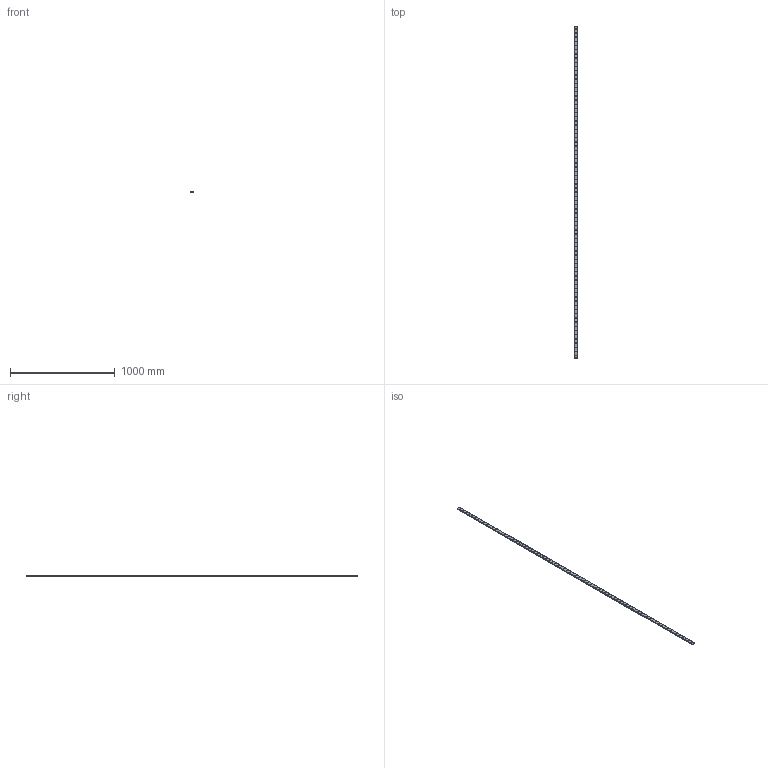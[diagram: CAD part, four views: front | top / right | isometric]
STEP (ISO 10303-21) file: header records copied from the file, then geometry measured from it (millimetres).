
FILE_DESCRIPTION(('STEP AP214'),'1');
FILE_NAME('cctmp_EE8DD104-639F-429C-AB93-482C623EC726_2021_03_02_13_45_18_0316..stp','2021-03-02T12:45:18',('HIWIN GmbH'),('CADClick - www.CADClick.com'),'Spatial InterOp 3D',' ','unknown authorization');
FILE_SCHEMA(('AUTOMOTIVE_DESIGN'));
Length unit declared in the file: millimetre
Products named in the file (1): WER17R3170H_FILE
Bounding box: 33 x 3170 x 9.3 mm (x, y, z)
Volume: 875732.4 mm3; surface area: 309704.3 mm2
Topology: 1 solids, 1 shells, 1525 faces, 3135 edges, 2090 vertices
Faces by surface type: cylinder 966, plane 559
Entity records: 53445 total; most frequent: DIRECTION 8119, CARTESIAN_POINT 6751, ORIENTED_EDGE 6270, AXIS2_PLACEMENT_3D 3458, EDGE_CURVE 3135, VERTEX_POINT 2090, EDGE_LOOP 2003, CIRCLE 1932
